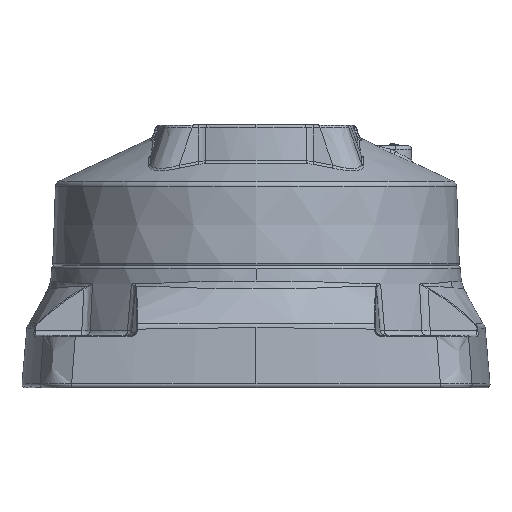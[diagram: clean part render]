
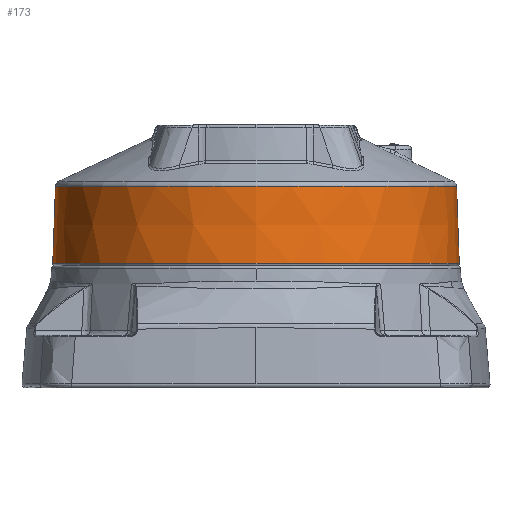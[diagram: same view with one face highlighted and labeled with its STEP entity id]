
A CAD part, front view. The second image highlights one B-rep face of the part: STEP entity #173.
In plain terms, the highlighted conical face has half-angle 2 degrees and reference radius 59.5 mm.
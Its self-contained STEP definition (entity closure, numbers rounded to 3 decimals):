
#173 = ADVANCED_FACE ( 'NONE', ( #27874 ), #31425, .T. ) ;
#755 = LINE ( 'NONE', #1866, #33191 ) ;
#1680 = DIRECTION ( 'NONE',  ( 0., 0., 1. ) ) ;
#1866 = CARTESIAN_POINT ( 'NONE',  ( 52.322, -21.073, 179.974 ) ) ;
#1949 = EDGE_CURVE ( 'NONE', #32555, #40494, #33409, .T. ) ;
#4310 = AXIS2_PLACEMENT_3D ( 'NONE', #26273, #6599, #23013 ) ;
#5119 = DIRECTION ( 'NONE',  ( -0.035, 0., -0.999 ) ) ;
#6599 = DIRECTION ( 'NONE',  ( 0., 0., -1. ) ) ;
#8786 = AXIS2_PLACEMENT_3D ( 'NONE', #14587, #36794, #40361 ) ;
#9984 = ORIENTED_EDGE ( 'NONE', *, *, #32766, .F. ) ;
#10148 = EDGE_LOOP ( 'NONE', ( #18650, #10356, #26802, #9984 ) ) ;
#10356 = ORIENTED_EDGE ( 'NONE', *, *, #10759, .T. ) ;
#10759 = EDGE_CURVE ( 'NONE', #19549, #32555, #755, .T. ) ;
#14587 = CARTESIAN_POINT ( 'NONE',  ( 111.822, -21.073, 182.599 ) ) ;
#18650 = ORIENTED_EDGE ( 'NONE', *, *, #33013, .T. ) ;
#19549 = VERTEX_POINT ( 'NONE', #26498 ) ;
#21246 = CARTESIAN_POINT ( 'NONE',  ( 111.822, -21.073, 159.72 ) ) ;
#22661 = CARTESIAN_POINT ( 'NONE',  ( 171.322, -21.073, 179.974 ) ) ;
#23013 = DIRECTION ( 'NONE',  ( 1., 0., 0. ) ) ;
#23305 = CARTESIAN_POINT ( 'NONE',  ( 51.614, -21.073, 159.72 ) ) ;
#24114 = VECTOR ( 'NONE', #28894, 1000. ) ;
#24616 = DIRECTION ( 'NONE',  ( 1., 0., 0. ) ) ;
#26273 = CARTESIAN_POINT ( 'NONE',  ( 111.822, -21.073, 179.974 ) ) ;
#26498 = CARTESIAN_POINT ( 'NONE',  ( 52.413, -21.073, 182.599 ) ) ;
#26802 = ORIENTED_EDGE ( 'NONE', *, *, #1949, .T. ) ;
#27469 = VERTEX_POINT ( 'NONE', #30740 ) ;
#27874 = FACE_OUTER_BOUND ( 'NONE', #10148, .T. ) ;
#28894 = DIRECTION ( 'NONE',  ( 0.035, 0., -0.999 ) ) ;
#30740 = CARTESIAN_POINT ( 'NONE',  ( 171.23, -21.073, 182.599 ) ) ;
#31425 = CONICAL_SURFACE ( 'NONE', #4310, 59.5, 0.035 ) ;
#32555 = VERTEX_POINT ( 'NONE', #23305 ) ;
#32743 = CIRCLE ( 'NONE', #8786, 59.408 ) ;
#32762 = LINE ( 'NONE', #22661, #24114 ) ;
#32766 = EDGE_CURVE ( 'NONE', #27469, #40494, #32762, .T. ) ;
#33013 = EDGE_CURVE ( 'NONE', #27469, #19549, #32743, .T. ) ;
#33191 = VECTOR ( 'NONE', #5119, 1000. ) ;
#33409 = CIRCLE ( 'NONE', #38265, 60.207 ) ;
#36794 = DIRECTION ( 'NONE',  ( 0., 0., -1. ) ) ;
#37273 = CARTESIAN_POINT ( 'NONE',  ( 172.029, -21.073, 159.72 ) ) ;
#38265 = AXIS2_PLACEMENT_3D ( 'NONE', #21246, #1680, #24616 ) ;
#40361 = DIRECTION ( 'NONE',  ( 1., 0., 0. ) ) ;
#40494 = VERTEX_POINT ( 'NONE', #37273 ) ;
